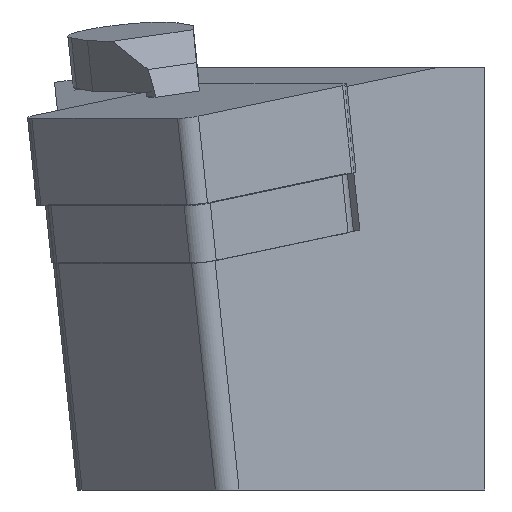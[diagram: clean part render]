
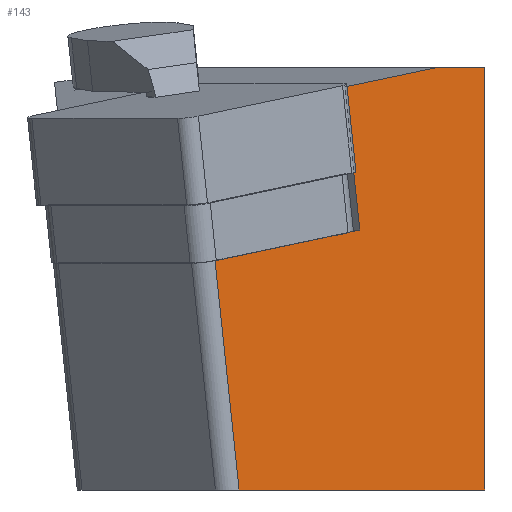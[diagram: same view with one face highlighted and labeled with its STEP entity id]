
A CAD part, left-side view. The second image highlights one B-rep face of the part: STEP entity #143.
In plain terms, the highlighted planar face has unit normal (-0.707, -0.707, 0).
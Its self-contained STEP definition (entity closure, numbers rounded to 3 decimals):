
#143=ADVANCED_FACE('',(#244),#201,.F.);
#201=PLANE('',#1246);
#244=FACE_OUTER_BOUND('',#301,.T.);
#301=EDGE_LOOP('',(#651,#652,#653,#654,#655,#656,#657,#658));
#355=LINE('',#1636,#482);
#363=LINE('',#1660,#490);
#369=LINE('',#1684,#496);
#380=LINE('',#1706,#507);
#385=LINE('',#1716,#512);
#386=LINE('',#1717,#513);
#387=LINE('',#1718,#514);
#388=LINE('',#1720,#515);
#482=VECTOR('',#1325,1.);
#490=VECTOR('',#1343,1.);
#496=VECTOR('',#1363,1.);
#507=VECTOR('',#1378,1.);
#512=VECTOR('',#1385,1.);
#513=VECTOR('',#1386,1.);
#514=VECTOR('',#1387,1.);
#515=VECTOR('',#1388,1.);
#651=ORIENTED_EDGE('',*,*,#1078,.F.);
#652=ORIENTED_EDGE('',*,*,#1062,.F.);
#653=ORIENTED_EDGE('',*,*,#1079,.T.);
#654=ORIENTED_EDGE('',*,*,#1039,.T.);
#655=ORIENTED_EDGE('',*,*,#1050,.T.);
#656=ORIENTED_EDGE('',*,*,#1080,.T.);
#657=ORIENTED_EDGE('',*,*,#1081,.F.);
#658=ORIENTED_EDGE('',*,*,#1073,.F.);
#929=VERTEX_POINT('',#1634);
#931=VERTEX_POINT('',#1637);
#941=VERTEX_POINT('',#1659);
#951=VERTEX_POINT('',#1682);
#953=VERTEX_POINT('',#1685);
#961=VERTEX_POINT('',#1705);
#962=VERTEX_POINT('',#1707);
#966=VERTEX_POINT('',#1719);
#1039=EDGE_CURVE('',#931,#929,#355,.T.);
#1050=EDGE_CURVE('',#929,#941,#363,.T.);
#1062=EDGE_CURVE('',#951,#953,#369,.T.);
#1073=EDGE_CURVE('',#961,#962,#380,.T.);
#1078=EDGE_CURVE('',#953,#961,#385,.T.);
#1079=EDGE_CURVE('',#951,#931,#386,.T.);
#1080=EDGE_CURVE('',#941,#966,#387,.T.);
#1081=EDGE_CURVE('',#962,#966,#388,.T.);
#1246=AXIS2_PLACEMENT_3D('',#1721,#1389,#1390);
#1325=DIRECTION('',(-0.699,0.699,-0.147));
#1343=DIRECTION('',(-0.699,0.699,-0.147));
#1363=DIRECTION('',(0.699,-0.699,0.147));
#1378=DIRECTION('',(0.001,0.,-1.));
#1385=DIRECTION('',(0.707,-0.707,0.));
#1386=DIRECTION('',(0.105,-0.104,-0.989));
#1387=DIRECTION('',(0.105,-0.104,-0.989));
#1388=DIRECTION('',(-0.707,0.707,0.));
#1389=DIRECTION('',(0.707,0.707,0.));
#1390=DIRECTION('',(0.707,-0.707,0.));
#1634=CARTESIAN_POINT('',(18.779,14.231,-12.159));
#1636=CARTESIAN_POINT('',(3.973,29.039,-15.28));
#1637=CARTESIAN_POINT('',(19.568,13.442,-11.993));
#1659=CARTESIAN_POINT('',(3.973,29.039,-15.28));
#1660=CARTESIAN_POINT('',(3.973,29.039,-15.28));
#1682=CARTESIAN_POINT('',(17.94,15.06,3.407));
#1684=CARTESIAN_POINT('',(2.345,30.657,0.12));
#1685=CARTESIAN_POINT('',(27.869,5.13,5.5));
#1705=CARTESIAN_POINT('',(32.999,0.,5.5));
#1706=CARTESIAN_POINT('',(33.034,0.,-53.968));
#1707=CARTESIAN_POINT('',(33.026,0.,-40.));
#1716=CARTESIAN_POINT('',(8.045,24.954,5.5));
#1717=CARTESIAN_POINT('',(23.658,9.374,-50.695));
#1718=CARTESIAN_POINT('',(8.063,24.971,-53.983));
#1719=CARTESIAN_POINT('',(6.585,26.441,-40.));
#1720=CARTESIAN_POINT('',(8.059,24.967,-40.));
#1721=CARTESIAN_POINT('',(8.063,24.971,-53.983));
